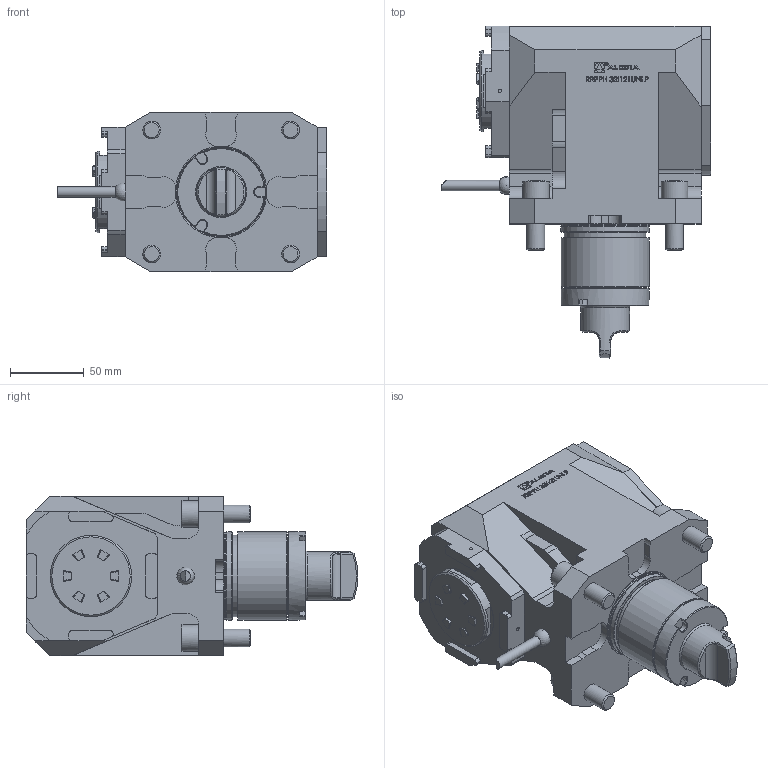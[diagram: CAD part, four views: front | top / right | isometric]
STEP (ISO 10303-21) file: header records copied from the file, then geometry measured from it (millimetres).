
FILE_DESCRIPTION (( 'STEP AP214' ), '1' );
FILE_NAME ('RRPPH32I121UNLP.STEP', '2025-07-25T14:51:59', ( '' ), ( '' ), 'SwSTEP 2.0', 'SolidWorks 2023', '' );
FILE_SCHEMA (( 'AUTOMOTIVE_DESIGN' ));
Length unit declared in the file: millimetre
Products named in the file (1): RRPPH32I121UNLP
Bounding box: 182.5 x 224.8 x 108 mm (x, y, z)
Volume: 1985198.7 mm3; surface area: 123135.9 mm2
Topology: 1 solids, 1 shells, 631 faces, 1665 edges, 1100 vertices
Faces by surface type: plane 388, cylinder 115, bspline 96, cone 23, torus 8, sphere 1
Full cylindrical faces by diameter (mm): 1.7 x1, 2.1 x1, 6.366 x1, 7 x1, 12 x4, 18 x4, 33 x1, 55 x1, 55.2 x1, 59.5 x1, 59.7 x1, 59.8 x1, 59.9 x1
Entity records: 24420 total; most frequent: CARTESIAN_POINT 9592, ORIENTED_EDGE 3208, DIRECTION 2719, EDGE_CURVE 1604, VERTEX_POINT 1081, LINE 1047, VECTOR 1047, AXIS2_PLACEMENT_3D 836
